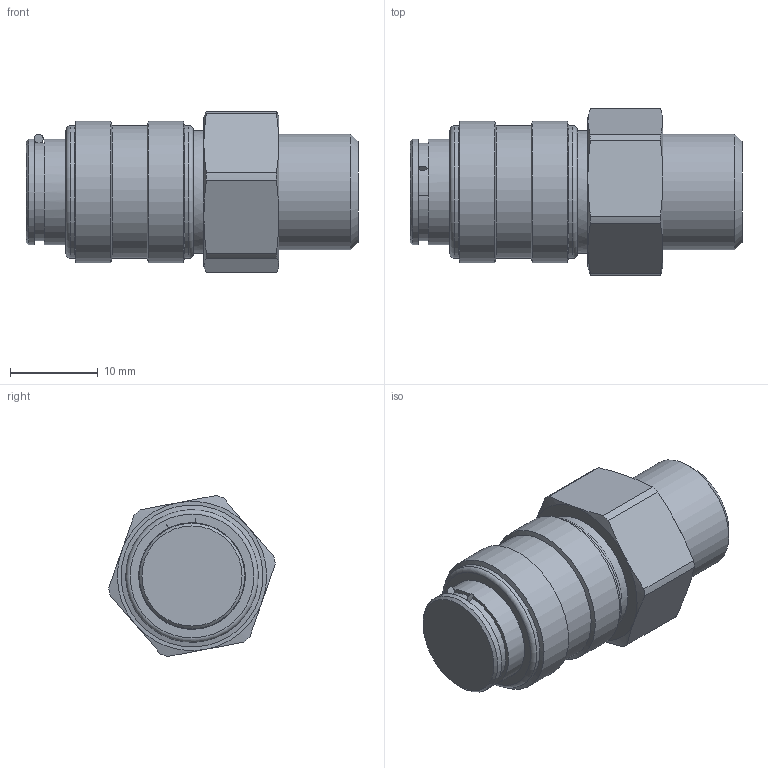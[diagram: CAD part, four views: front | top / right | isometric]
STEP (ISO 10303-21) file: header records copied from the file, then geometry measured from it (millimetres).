
FILE_DESCRIPTION((''),'2;1');
FILE_NAME('50kaaw13mpxs.stp','2014-01-30T08:41:24',('IA176480'),(''),'Autodesk Inventor 2013','Autodesk Inventor 2013','');
FILE_SCHEMA(('AUTOMOTIVE_DESIGN { 1 0 10303 214 1 1 1 1 }'));
Length unit declared in the file: millimetre
Products named in the file (1): D109125
Bounding box: 37.79 x 18.96 x 18.34 mm (x, y, z)
Volume: 6505.5 mm3; surface area: 3692.3 mm2
Topology: 2 solids, 3 shells, 75 faces, 155 edges, 95 vertices
Faces by surface type: cone 27, cylinder 25, plane 19, torus 4
Full cylindrical faces by diameter (mm): 11.15 x1, 11.4 x1, 11.46 x1, 12 x2, 12.15 x2, 13.157 x1, 14 x3, 15.1 x3, 16.15 x2
Entity records: 2024 total; most frequent: CARTESIAN_POINT 549, DIRECTION 300, ORIENTED_EDGE 226, AXIS2_PLACEMENT_3D 144, EDGE_LOOP 119, EDGE_CURVE 113, VERTEX_POINT 84, FACE_OUTER_BOUND 75
